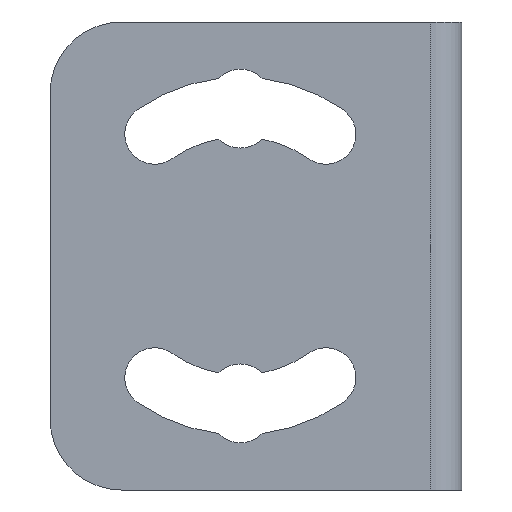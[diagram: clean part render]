
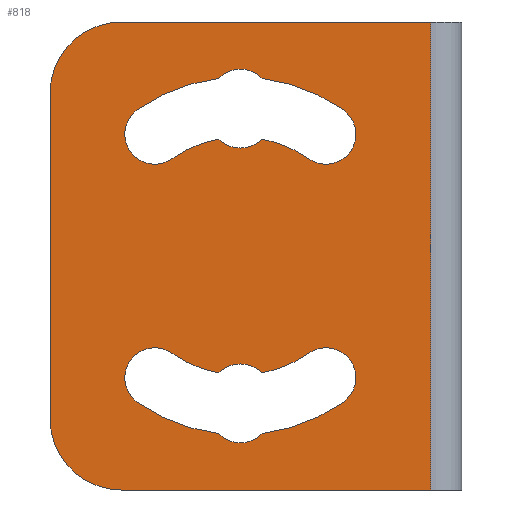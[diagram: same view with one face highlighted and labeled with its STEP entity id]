
A CAD part, left-side view. The second image highlights one B-rep face of the part: STEP entity #818.
In plain terms, the highlighted planar face has unit normal (-1, 0, 0).
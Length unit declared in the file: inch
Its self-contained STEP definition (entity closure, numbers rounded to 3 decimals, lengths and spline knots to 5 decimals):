
#14=DIRECTION('',(0.,-1.,0.));
#15=VECTOR('',#14,0.65);
#16=CARTESIAN_POINT('',(0.,0.25,0.));
#17=LINE('',#16,#15);
#129=DIRECTION('',(0.,-1.,0.));
#130=VECTOR('',#129,0.65);
#131=CARTESIAN_POINT('',(0.,0.25,0.984));
#132=LINE('',#131,#130);
#137=CARTESIAN_POINT('',(0.,0.25,0.834));
#138=DIRECTION('',(-1.,0.,0.));
#139=DIRECTION('',(0.,0.,1.));
#140=AXIS2_PLACEMENT_3D('',#137,#138,#139);
#151=DIRECTION('',(0.,0.,1.));
#152=VECTOR('',#151,0.684);
#153=CARTESIAN_POINT('',(0.,0.4,0.15));
#154=LINE('',#153,#152);
#155=CARTESIAN_POINT('',(0.,0.,0.162));
#156=DIRECTION('',(1.,0.,0.));
#157=DIRECTION('',(0.,-0.728,-0.686));
#158=AXIS2_PLACEMENT_3D('',#155,#156,#157);
#160=CARTESIAN_POINT('',(0.,0.,0.492));
#161=DIRECTION('',(1.,0.,0.));
#162=DIRECTION('',(0.,-0.575,-0.818));
#163=AXIS2_PLACEMENT_3D('',#160,#161,#162);
#165=CARTESIAN_POINT('',(0.,-0.18,0.23594));
#166=DIRECTION('',(1.,0.,0.));
#167=DIRECTION('',(0.,0.575,0.818));
#168=AXIS2_PLACEMENT_3D('',#165,#166,#167);
#170=CARTESIAN_POINT('',(0.,0.,0.492));
#171=DIRECTION('',(1.,0.,0.));
#172=DIRECTION('',(0.,-0.575,-0.818));
#173=AXIS2_PLACEMENT_3D('',#170,#171,#172);
#175=CARTESIAN_POINT('',(0.,0.,0.202));
#176=DIRECTION('',(1.,0.,0.));
#177=DIRECTION('',(0.,0.714,0.7));
#178=AXIS2_PLACEMENT_3D('',#175,#176,#177);
#180=CARTESIAN_POINT('',(0.,0.,0.492));
#181=DIRECTION('',(1.,0.,0.));
#182=DIRECTION('',(0.,0.18,-0.984));
#183=AXIS2_PLACEMENT_3D('',#180,#181,#182);
#185=CARTESIAN_POINT('',(0.,0.18,0.23594));
#186=DIRECTION('',(1.,0.,0.));
#187=DIRECTION('',(0.,0.575,-0.818));
#188=AXIS2_PLACEMENT_3D('',#185,#186,#187);
#190=CARTESIAN_POINT('',(0.,0.,0.492));
#191=DIRECTION('',(1.,0.,0.));
#192=DIRECTION('',(0.,0.122,-0.993));
#193=AXIS2_PLACEMENT_3D('',#190,#191,#192);
#195=CARTESIAN_POINT('',(0.,0.,0.782));
#196=DIRECTION('',(1.,0.,0.));
#197=DIRECTION('',(0.,-0.714,-0.7));
#198=AXIS2_PLACEMENT_3D('',#195,#196,#197);
#200=CARTESIAN_POINT('',(0.,0.,0.492));
#201=DIRECTION('',(1.,0.,0.));
#202=DIRECTION('',(0.,-0.18,0.984));
#203=AXIS2_PLACEMENT_3D('',#200,#201,#202);
#205=CARTESIAN_POINT('',(0.,-0.18,0.74806));
#206=DIRECTION('',(1.,0.,0.));
#207=DIRECTION('',(0.,-0.575,0.818));
#208=AXIS2_PLACEMENT_3D('',#205,#206,#207);
#210=CARTESIAN_POINT('',(0.,0.,0.492));
#211=DIRECTION('',(1.,0.,0.));
#212=DIRECTION('',(0.,-0.122,0.993));
#213=AXIS2_PLACEMENT_3D('',#210,#211,#212);
#215=CARTESIAN_POINT('',(0.,0.,0.822));
#216=DIRECTION('',(1.,0.,0.));
#217=DIRECTION('',(0.,0.728,0.686));
#218=AXIS2_PLACEMENT_3D('',#215,#216,#217);
#220=CARTESIAN_POINT('',(0.,0.,0.492));
#221=DIRECTION('',(1.,0.,0.));
#222=DIRECTION('',(0.,0.575,0.818));
#223=AXIS2_PLACEMENT_3D('',#220,#221,#222);
#225=CARTESIAN_POINT('',(0.,0.18,0.74806));
#226=DIRECTION('',(1.,0.,0.));
#227=DIRECTION('',(0.,-0.575,-0.818));
#228=AXIS2_PLACEMENT_3D('',#225,#226,#227);
#230=CARTESIAN_POINT('',(0.,0.,0.492));
#231=DIRECTION('',(1.,0.,0.));
#232=DIRECTION('',(0.,0.575,0.818));
#233=AXIS2_PLACEMENT_3D('',#230,#231,#232);
#235=DIRECTION('',(0.,0.,1.));
#236=VECTOR('',#235,0.984);
#237=CARTESIAN_POINT('',(0.,-0.4,0.));
#238=LINE('',#237,#236);
#252=CARTESIAN_POINT('',(0.,0.25,0.15));
#253=DIRECTION('',(-1.,0.,0.));
#254=DIRECTION('',(0.,1.,0.));
#255=AXIS2_PLACEMENT_3D('',#252,#253,#254);
#497=CARTESIAN_POINT('',(0.,-0.4,0.));
#499=VERTEX_POINT('',#497);
#505=CARTESIAN_POINT('',(0.,-0.4,0.984));
#507=VERTEX_POINT('',#505);
#509=CARTESIAN_POINT('',(0.,-0.21623,0.7996));
#510=CARTESIAN_POINT('',(0.,-0.14377,0.69652));
#511=VERTEX_POINT('',#509);
#512=VERTEX_POINT('',#510);
#513=CARTESIAN_POINT('',(0.,0.14377,0.69652));
#514=CARTESIAN_POINT('',(0.,0.21623,0.7996));
#515=VERTEX_POINT('',#513);
#516=VERTEX_POINT('',#514);
#517=CARTESIAN_POINT('',(0.,-0.14377,0.28748));
#518=CARTESIAN_POINT('',(0.,-0.21623,0.1844));
#519=VERTEX_POINT('',#517);
#520=VERTEX_POINT('',#518);
#521=CARTESIAN_POINT('',(0.,0.21623,0.1844));
#522=CARTESIAN_POINT('',(0.,0.14377,0.28748));
#523=VERTEX_POINT('',#521);
#524=VERTEX_POINT('',#522);
#542=CARTESIAN_POINT('',(0.,0.25,0.984));
#544=VERTEX_POINT('',#542);
#545=CARTESIAN_POINT('',(0.,0.4,0.834));
#546=VERTEX_POINT('',#545);
#565=CARTESIAN_POINT('',(0.,0.25,0.));
#567=VERTEX_POINT('',#565);
#571=CARTESIAN_POINT('',(0.,0.4,0.15));
#572=VERTEX_POINT('',#571);
#573=CARTESIAN_POINT('',(0.,-0.04586,0.11881));
#574=CARTESIAN_POINT('',(0.,0.04586,0.11881));
#575=VERTEX_POINT('',#573);
#576=VERTEX_POINT('',#574);
#577=CARTESIAN_POINT('',(0.,0.04501,0.24608));
#578=CARTESIAN_POINT('',(0.,-0.04501,0.24608));
#579=VERTEX_POINT('',#577);
#580=VERTEX_POINT('',#578);
#581=CARTESIAN_POINT('',(0.,-0.04501,0.73792));
#582=CARTESIAN_POINT('',(0.,0.04501,0.73792));
#583=VERTEX_POINT('',#581);
#584=VERTEX_POINT('',#582);
#585=CARTESIAN_POINT('',(0.,0.04586,0.86519));
#586=CARTESIAN_POINT('',(0.,-0.04586,0.86519));
#587=VERTEX_POINT('',#585);
#588=VERTEX_POINT('',#586);
#766=CARTESIAN_POINT('',(0.,0.4,0.));
#767=DIRECTION('',(-1.,0.,0.));
#768=DIRECTION('',(0.,-1.,0.));
#769=AXIS2_PLACEMENT_3D('',#766,#767,#768);
#770=PLANE('',#769);
#771=ORIENTED_EDGE('',*,*,#757,.F.);
#772=ORIENTED_EDGE('',*,*,#746,.T.);
#774=ORIENTED_EDGE('',*,*,#773,.F.);
#775=ORIENTED_EDGE('',*,*,#652,.F.);
#777=ORIENTED_EDGE('',*,*,#776,.F.);
#779=ORIENTED_EDGE('',*,*,#778,.T.);
#780=EDGE_LOOP('',(#771,#772,#774,#775,#777,#779));
#781=FACE_OUTER_BOUND('',#780,.F.);
#783=ORIENTED_EDGE('',*,*,#782,.F.);
#785=ORIENTED_EDGE('',*,*,#784,.F.);
#787=ORIENTED_EDGE('',*,*,#786,.F.);
#789=ORIENTED_EDGE('',*,*,#788,.T.);
#791=ORIENTED_EDGE('',*,*,#790,.F.);
#793=ORIENTED_EDGE('',*,*,#792,.T.);
#795=ORIENTED_EDGE('',*,*,#794,.F.);
#797=ORIENTED_EDGE('',*,*,#796,.F.);
#798=EDGE_LOOP('',(#783,#785,#787,#789,#791,#793,#795,#797));
#799=FACE_BOUND('',#798,.F.);
#801=ORIENTED_EDGE('',*,*,#800,.F.);
#803=ORIENTED_EDGE('',*,*,#802,.T.);
#805=ORIENTED_EDGE('',*,*,#804,.F.);
#807=ORIENTED_EDGE('',*,*,#806,.F.);
#809=ORIENTED_EDGE('',*,*,#808,.F.);
#811=ORIENTED_EDGE('',*,*,#810,.F.);
#813=ORIENTED_EDGE('',*,*,#812,.F.);
#815=ORIENTED_EDGE('',*,*,#814,.T.);
#816=EDGE_LOOP('',(#801,#803,#805,#807,#809,#811,#813,#815));
#817=FACE_BOUND('',#816,.F.);
#818=ADVANCED_FACE('',(#781,#799,#817),#770,.T.);
#141=CIRCLE('',#140,0.15);
#159=CIRCLE('',#158,0.063);
#164=CIRCLE('',#163,0.376);
#169=CIRCLE('',#168,0.063);
#174=CIRCLE('',#173,0.25);
#179=CIRCLE('',#178,0.063);
#184=CIRCLE('',#183,0.25);
#189=CIRCLE('',#188,0.063);
#194=CIRCLE('',#193,0.376);
#199=CIRCLE('',#198,0.063);
#204=CIRCLE('',#203,0.25);
#209=CIRCLE('',#208,0.063);
#214=CIRCLE('',#213,0.376);
#219=CIRCLE('',#218,0.063);
#224=CIRCLE('',#223,0.376);
#229=CIRCLE('',#228,0.063);
#234=CIRCLE('',#233,0.25);
#256=CIRCLE('',#255,0.15);
#652=EDGE_CURVE('',#567,#499,#17,.T.);
#746=EDGE_CURVE('',#544,#507,#132,.T.);
#757=EDGE_CURVE('',#544,#546,#141,.T.);
#773=EDGE_CURVE('',#499,#507,#238,.T.);
#776=EDGE_CURVE('',#572,#567,#256,.T.);
#778=EDGE_CURVE('',#572,#546,#154,.T.);
#782=EDGE_CURVE('',#575,#576,#159,.T.);
#784=EDGE_CURVE('',#520,#575,#164,.T.);
#786=EDGE_CURVE('',#519,#520,#169,.T.);
#788=EDGE_CURVE('',#519,#580,#174,.T.);
#790=EDGE_CURVE('',#579,#580,#179,.T.);
#792=EDGE_CURVE('',#579,#524,#184,.T.);
#794=EDGE_CURVE('',#523,#524,#189,.T.);
#796=EDGE_CURVE('',#576,#523,#194,.T.);
#800=EDGE_CURVE('',#583,#584,#199,.T.);
#802=EDGE_CURVE('',#583,#512,#204,.T.);
#804=EDGE_CURVE('',#511,#512,#209,.T.);
#806=EDGE_CURVE('',#588,#511,#214,.T.);
#808=EDGE_CURVE('',#587,#588,#219,.T.);
#810=EDGE_CURVE('',#516,#587,#224,.T.);
#812=EDGE_CURVE('',#515,#516,#229,.T.);
#814=EDGE_CURVE('',#515,#584,#234,.T.);
